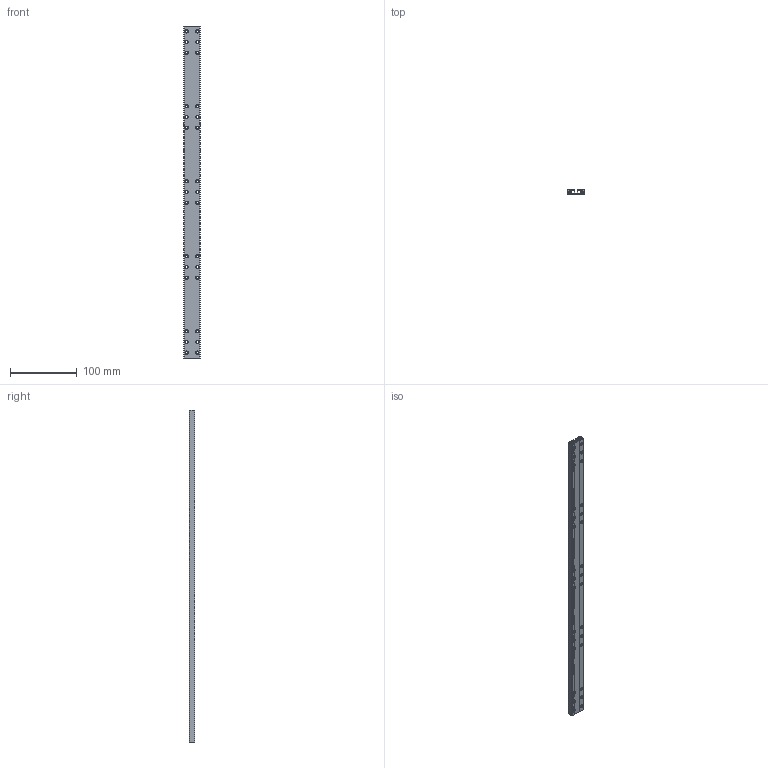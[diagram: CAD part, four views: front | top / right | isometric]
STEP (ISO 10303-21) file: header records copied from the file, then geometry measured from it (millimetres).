
FILE_DESCRIPTION (( 'STEP AP214' ), '1' );
FILE_NAME ('Beam0824-496邧謂褽.STEP', '2016-10-26T09:35:08', ( 'dell' ), ( '' ), 'SwSTEP 2.0', 'SolidWorks 2013', '' );
FILE_SCHEMA (( 'AUTOMOTIVE_DESIGN' ));
Length unit declared in the file: millimetre
Products named in the file (1): Beam0824-496邧謂褽
Bounding box: 24 x 8 x 496 mm (x, y, z)
Volume: 35948.6 mm3; surface area: 77832 mm2
Topology: 1 solids, 1 shells, 1046 faces, 3312 edges, 2208 vertices
Faces by surface type: cylinder 648, plane 278, cone 120
Entity records: 42652 total; most frequent: CARTESIAN_POINT 14695, ORIENTED_EDGE 6624, DIRECTION 4902, EDGE_CURVE 3312, VERTEX_POINT 2208, AXIS2_PLACEMENT_3D 1743, LINE 1416, VECTOR 1416
